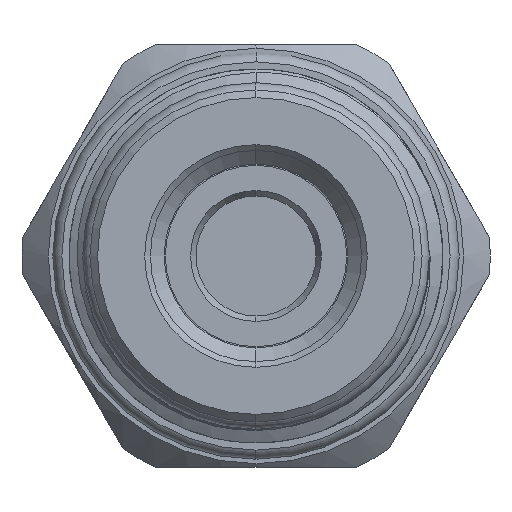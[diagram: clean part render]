
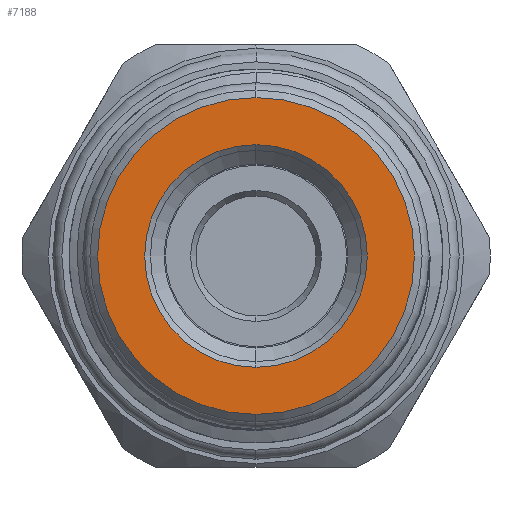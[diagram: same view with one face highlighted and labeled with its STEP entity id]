
A CAD part, left-side view. The second image highlights one B-rep face of the part: STEP entity #7188.
In plain terms, the highlighted planar face has unit normal (-1, 0, 0).
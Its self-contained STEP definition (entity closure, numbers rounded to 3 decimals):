
#225 = DIRECTION ( 'NONE',  ( 0., 0., -1. ) ) ;
#475 = AXIS2_PLACEMENT_3D ( 'NONE', #9317, #9229, #9271 ) ;
#634 = EDGE_LOOP ( 'NONE', ( #3058, #13778 ) ) ;
#787 = CARTESIAN_POINT ( 'NONE',  ( -17.32, 0., 8.325 ) ) ;
#1224 = DIRECTION ( 'NONE',  ( 1., 0., 0. ) ) ;
#2053 = AXIS2_PLACEMENT_3D ( 'NONE', #12524, #3969, #5006 ) ;
#2211 = PLANE ( 'NONE',  #10787 ) ;
#2368 = FACE_OUTER_BOUND ( 'NONE', #634, .T. ) ;
#2412 = DIRECTION ( 'NONE',  ( -1., 0., 0. ) ) ;
#3058 = ORIENTED_EDGE ( 'NONE', *, *, #7326, .T. ) ;
#3134 = AXIS2_PLACEMENT_3D ( 'NONE', #13630, #5073, #3851 ) ;
#3754 = VERTEX_POINT ( 'NONE', #787 ) ;
#3851 = DIRECTION ( 'NONE',  ( 0., 0., -1. ) ) ;
#3969 = DIRECTION ( 'NONE',  ( -1., 0., 0. ) ) ;
#4577 = EDGE_LOOP ( 'NONE', ( #13538, #8924 ) ) ;
#5006 = DIRECTION ( 'NONE',  ( 0., 0., -1. ) ) ;
#5073 = DIRECTION ( 'NONE',  ( -1., 0., 0. ) ) ;
#6104 = CIRCLE ( 'NONE', #3134, 8.325 ) ;
#6551 = CARTESIAN_POINT ( 'NONE',  ( -17.32, 0., 0. ) ) ;
#6602 = FACE_BOUND ( 'NONE', #4577, .T. ) ;
#6604 = EDGE_CURVE ( 'NONE', #3754, #13213, #6104, .T. ) ;
#7107 = VERTEX_POINT ( 'NONE', #13076 ) ;
#7188 = ADVANCED_FACE ( 'NONE', ( #2368, #6602 ), #2211, .F. ) ;
#7326 = EDGE_CURVE ( 'NONE', #13213, #3754, #10275, .T. ) ;
#8418 = VERTEX_POINT ( 'NONE', #13432 ) ;
#8924 = ORIENTED_EDGE ( 'NONE', *, *, #13168, .F. ) ;
#9212 = CARTESIAN_POINT ( 'NONE',  ( -17.32, 0., -8.325 ) ) ;
#9229 = DIRECTION ( 'NONE',  ( -1., 0., 0. ) ) ;
#9271 = DIRECTION ( 'NONE',  ( 0., 0., 1. ) ) ;
#9317 = CARTESIAN_POINT ( 'NONE',  ( -17.32, 0., 0. ) ) ;
#9940 = DIRECTION ( 'NONE',  ( 0., 0., 1. ) ) ;
#10275 = CIRCLE ( 'NONE', #2053, 8.325 ) ;
#10787 = AXIS2_PLACEMENT_3D ( 'NONE', #6551, #1224, #225 ) ;
#10970 = CARTESIAN_POINT ( 'NONE',  ( -17.32, 0., 0. ) ) ;
#11084 = AXIS2_PLACEMENT_3D ( 'NONE', #10970, #2412, #9940 ) ;
#12524 = CARTESIAN_POINT ( 'NONE',  ( -17.32, 0., 0. ) ) ;
#13076 = CARTESIAN_POINT ( 'NONE',  ( -17.32, 0., -5.85 ) ) ;
#13168 = EDGE_CURVE ( 'NONE', #7107, #8418, #13410, .T. ) ;
#13213 = VERTEX_POINT ( 'NONE', #9212 ) ;
#13410 = CIRCLE ( 'NONE', #475, 5.85 ) ;
#13432 = CARTESIAN_POINT ( 'NONE',  ( -17.32, 0., 5.85 ) ) ;
#13538 = ORIENTED_EDGE ( 'NONE', *, *, #13801, .F. ) ;
#13563 = CIRCLE ( 'NONE', #11084, 5.85 ) ;
#13630 = CARTESIAN_POINT ( 'NONE',  ( -17.32, 0., 0. ) ) ;
#13778 = ORIENTED_EDGE ( 'NONE', *, *, #6604, .T. ) ;
#13801 = EDGE_CURVE ( 'NONE', #8418, #7107, #13563, .T. ) ;
